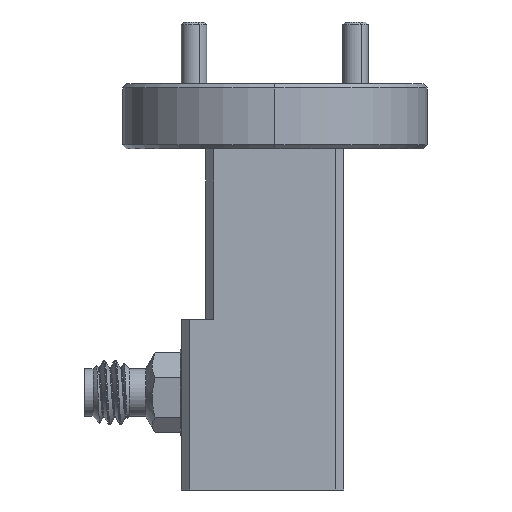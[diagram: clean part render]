
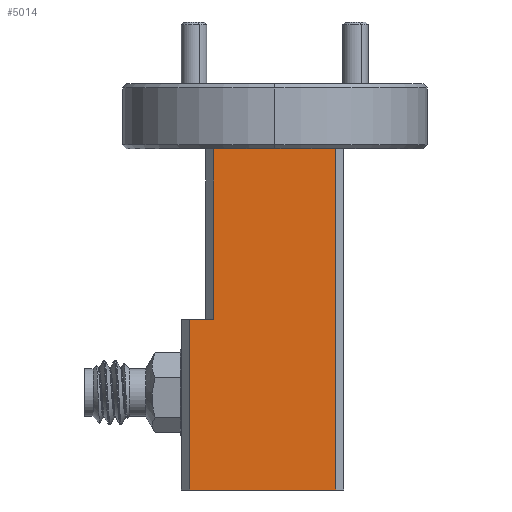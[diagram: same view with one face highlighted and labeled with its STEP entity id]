
A CAD part, left-side view. The second image highlights one B-rep face of the part: STEP entity #5014.
In plain terms, the highlighted planar face has unit normal (-1, 0, 0).
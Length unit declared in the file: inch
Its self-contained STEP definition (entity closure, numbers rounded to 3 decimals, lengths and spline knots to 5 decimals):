
#60 = CARTESIAN_POINT ( 'NONE',  ( -0.17, -0.15, -2.52498 ) ) ;
#341 = VECTOR ( 'NONE', #1195, 39.37008 ) ;
#364 = CARTESIAN_POINT ( 'NONE',  ( -0.17, -0.15, -0.16 ) ) ;
#526 = CARTESIAN_POINT ( 'NONE',  ( -0.17, -0.71037, -0.58 ) ) ;
#708 = CARTESIAN_POINT ( 'NONE',  ( -0.17, 0.15, -0.58 ) ) ;
#899 = EDGE_CURVE ( 'NONE', #5476, #5787, #5029, .T. ) ;
#1008 = VERTEX_POINT ( 'NONE', #3629 ) ;
#1172 = EDGE_CURVE ( 'NONE', #1008, #5476, #4759, .T. ) ;
#1195 = DIRECTION ( 'NONE',  ( 0., 0., 1. ) ) ;
#1208 = VERTEX_POINT ( 'NONE', #708 ) ;
#1243 = VERTEX_POINT ( 'NONE', #2323 ) ;
#1312 = CARTESIAN_POINT ( 'NONE',  ( -0.17, 0.21, -0.58 ) ) ;
#1410 = PLANE ( 'NONE',  #3648 ) ;
#1497 = ORIENTED_EDGE ( 'NONE', *, *, #3566, .T. ) ;
#1531 = EDGE_CURVE ( 'NONE', #5787, #1208, #3171, .T. ) ;
#1775 = VECTOR ( 'NONE', #5858, 39.37008 ) ;
#1990 = FACE_OUTER_BOUND ( 'NONE', #4721, .T. ) ;
#2214 = CARTESIAN_POINT ( 'NONE',  ( -0.17, 0.15, -0.58 ) ) ;
#2323 = CARTESIAN_POINT ( 'NONE',  ( -0.17, 0.21, -1. ) ) ;
#2722 = CARTESIAN_POINT ( 'NONE',  ( -0.17, 0.21, -2.52498 ) ) ;
#3171 = LINE ( 'NONE', #2214, #3503 ) ;
#3205 = VECTOR ( 'NONE', #5227, 39.37008 ) ;
#3479 = EDGE_CURVE ( 'NONE', #5952, #1243, #5765, .T. ) ;
#3500 = DIRECTION ( 'NONE',  ( 1., 0., 0. ) ) ;
#3503 = VECTOR ( 'NONE', #5831, 39.37008 ) ;
#3566 = EDGE_CURVE ( 'NONE', #1208, #5952, #5864, .T. ) ;
#3629 = CARTESIAN_POINT ( 'NONE',  ( -0.17, -0.15, -1. ) ) ;
#3648 = AXIS2_PLACEMENT_3D ( 'NONE', #5653, #3500, #5581 ) ;
#3708 = LINE ( 'NONE', #4672, #1775 ) ;
#4029 = ORIENTED_EDGE ( 'NONE', *, *, #1531, .T. ) ;
#4066 = VECTOR ( 'NONE', #6592, 39.37008 ) ;
#4426 = CARTESIAN_POINT ( 'NONE',  ( -0.17, -0.17, -0.16 ) ) ;
#4672 = CARTESIAN_POINT ( 'NONE',  ( -0.17, -0.17, -1. ) ) ;
#4714 = EDGE_CURVE ( 'NONE', #1243, #1008, #3708, .T. ) ;
#4721 = EDGE_LOOP ( 'NONE', ( #5157, #4029, #1497, #4988, #5247, #6725 ) ) ;
#4759 = LINE ( 'NONE', #60, #341 ) ;
#4988 = ORIENTED_EDGE ( 'NONE', *, *, #3479, .T. ) ;
#5014 = ADVANCED_FACE ( 'NONE', ( #1990 ), #1410, .F. ) ;
#5029 = LINE ( 'NONE', #4426, #4066 ) ;
#5157 = ORIENTED_EDGE ( 'NONE', *, *, #899, .T. ) ;
#5227 = DIRECTION ( 'NONE',  ( 0., 0., -1. ) ) ;
#5247 = ORIENTED_EDGE ( 'NONE', *, *, #4714, .T. ) ;
#5476 = VERTEX_POINT ( 'NONE', #364 ) ;
#5581 = DIRECTION ( 'NONE',  ( 0., -1., 0. ) ) ;
#5653 = CARTESIAN_POINT ( 'NONE',  ( -0.17, -0.17, -2.52498 ) ) ;
#5765 = LINE ( 'NONE', #2722, #3205 ) ;
#5787 = VERTEX_POINT ( 'NONE', #6752 ) ;
#5831 = DIRECTION ( 'NONE',  ( 0., 0., -1. ) ) ;
#5858 = DIRECTION ( 'NONE',  ( 0., -1., 0. ) ) ;
#5864 = LINE ( 'NONE', #526, #6024 ) ;
#5952 = VERTEX_POINT ( 'NONE', #1312 ) ;
#6024 = VECTOR ( 'NONE', #6341, 39.37008 ) ;
#6341 = DIRECTION ( 'NONE',  ( 0., 1., 0. ) ) ;
#6592 = DIRECTION ( 'NONE',  ( 0., 1., 0. ) ) ;
#6725 = ORIENTED_EDGE ( 'NONE', *, *, #1172, .T. ) ;
#6752 = CARTESIAN_POINT ( 'NONE',  ( -0.17, 0.15, -0.16 ) ) ;
